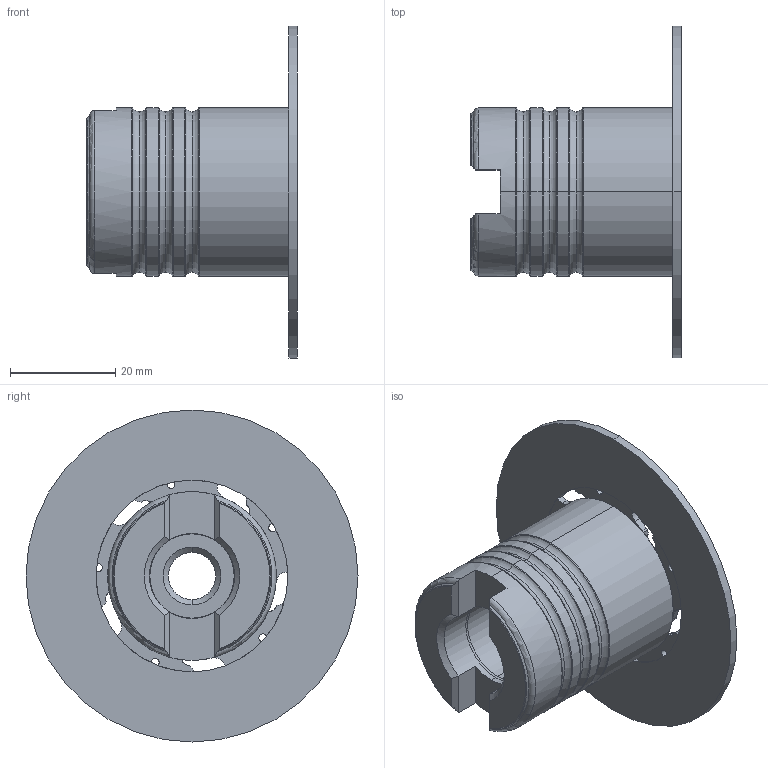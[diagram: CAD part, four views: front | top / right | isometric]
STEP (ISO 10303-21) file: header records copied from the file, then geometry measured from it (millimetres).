
FILE_DESCRIPTION (( 'STEP AP214' ), '1' );
FILE_NAME ('TFA-063-160-S06-5.STEP', '2019-05-22T13:48:56', ( '' ), ( '' ), 'SwSTEP 2.0', 'SolidWorks 2018', '' );
FILE_SCHEMA (( 'AUTOMOTIVE_DESIGN' ));
Length unit declared in the file: millimetre
Products named in the file (3): TFA-063-160-S06-5; JSCHF181 pk_Kontrolle; JSCHF181_1 pk
Assembly tree (2 placements, depth 2):
  TFA-063-160-S06-5
    JSCHF181_1 pk
    JSCHF181 pk_Kontrolle
Bounding box: 40 x 63 x 63 mm (x, y, z)
Volume: 27683.2 mm3; surface area: 13395.4 mm2
Topology: 2 solids, 2 shells, 232 faces, 632 edges, 391 vertices
Faces by surface type: cylinder 122, cone 42, plane 40, torus 28
Entity records: 7746 total; most frequent: DIRECTION 1426, CARTESIAN_POINT 1338, ORIENTED_EDGE 1244, EDGE_CURVE 622, AXIS2_PLACEMENT_3D 587, VERTEX_POINT 391, CIRCLE 350, EDGE_LOOP 263
